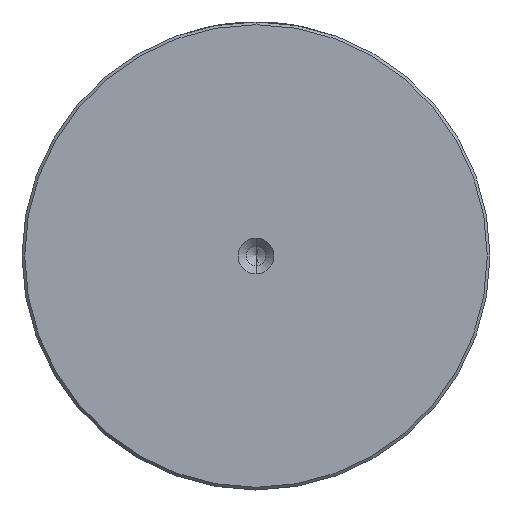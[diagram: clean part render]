
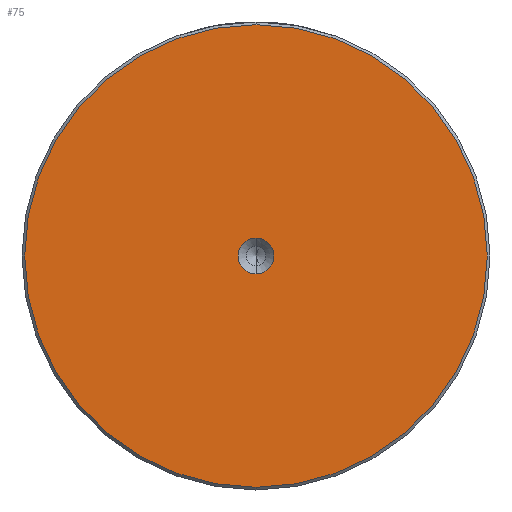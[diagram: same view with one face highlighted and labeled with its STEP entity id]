
A CAD part, left-side view. The second image highlights one B-rep face of the part: STEP entity #75.
In plain terms, the highlighted planar face has unit normal (-1, 0, 0).
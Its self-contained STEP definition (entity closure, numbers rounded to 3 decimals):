
#18 = DIRECTION ( 'NONE',  ( 0., 0., 1. ) ) ;
#62 = CARTESIAN_POINT ( 'NONE',  ( 0., 0., 0. ) ) ;
#75 = ADVANCED_FACE ( 'NONE', ( #735, #820 ), #1547, .T. ) ;
#151 = AXIS2_PLACEMENT_3D ( 'NONE', #62, #1509, #1496 ) ;
#260 = DIRECTION ( 'NONE',  ( 0., 0., 1. ) ) ;
#348 = ORIENTED_EDGE ( 'NONE', *, *, #3094, .F. ) ;
#404 = EDGE_CURVE ( 'NONE', #1393, #506, #3288, .T. ) ;
#506 = VERTEX_POINT ( 'NONE', #1287 ) ;
#573 = CIRCLE ( 'NONE', #832, 3.3 ) ;
#621 = EDGE_CURVE ( 'NONE', #966, #769, #2822, .T. ) ;
#700 = DIRECTION ( 'NONE',  ( 0., 0., 1. ) ) ;
#735 = FACE_OUTER_BOUND ( 'NONE', #3037, .T. ) ;
#769 = VERTEX_POINT ( 'NONE', #3167 ) ;
#820 = FACE_BOUND ( 'NONE', #1289, .T. ) ;
#832 = AXIS2_PLACEMENT_3D ( 'NONE', #3385, #1862, #260 ) ;
#846 = ORIENTED_EDGE ( 'NONE', *, *, #1733, .T. ) ;
#931 = DIRECTION ( 'NONE',  ( -1., 0., 0. ) ) ;
#966 = VERTEX_POINT ( 'NONE', #2530 ) ;
#998 = AXIS2_PLACEMENT_3D ( 'NONE', #1842, #1831, #1816 ) ;
#1221 = CARTESIAN_POINT ( 'NONE',  ( 0., 0., 0. ) ) ;
#1287 = CARTESIAN_POINT ( 'NONE',  ( 0., 0., -3.3 ) ) ;
#1289 = EDGE_LOOP ( 'NONE', ( #2968, #348 ) ) ;
#1393 = VERTEX_POINT ( 'NONE', #2395 ) ;
#1496 = DIRECTION ( 'NONE',  ( 0., 0., 1. ) ) ;
#1509 = DIRECTION ( 'NONE',  ( -1., 0., 0. ) ) ;
#1547 = PLANE ( 'NONE',  #151 ) ;
#1623 = DIRECTION ( 'NONE',  ( -1., 0., 0. ) ) ;
#1733 = EDGE_CURVE ( 'NONE', #769, #966, #3196, .T. ) ;
#1816 = DIRECTION ( 'NONE',  ( 0., 0., 1. ) ) ;
#1831 = DIRECTION ( 'NONE',  ( -1., 0., 0. ) ) ;
#1842 = CARTESIAN_POINT ( 'NONE',  ( 0., 0., 0. ) ) ;
#1862 = DIRECTION ( 'NONE',  ( -1., 0., 0. ) ) ;
#1893 = AXIS2_PLACEMENT_3D ( 'NONE', #1221, #931, #700 ) ;
#2026 = AXIS2_PLACEMENT_3D ( 'NONE', #3158, #1623, #18 ) ;
#2395 = CARTESIAN_POINT ( 'NONE',  ( 0., 0., 3.3 ) ) ;
#2466 = ORIENTED_EDGE ( 'NONE', *, *, #621, .T. ) ;
#2530 = CARTESIAN_POINT ( 'NONE',  ( 0., 0., 42.5 ) ) ;
#2822 = CIRCLE ( 'NONE', #1893, 42.5 ) ;
#2968 = ORIENTED_EDGE ( 'NONE', *, *, #404, .F. ) ;
#3037 = EDGE_LOOP ( 'NONE', ( #846, #2466 ) ) ;
#3094 = EDGE_CURVE ( 'NONE', #506, #1393, #573, .T. ) ;
#3158 = CARTESIAN_POINT ( 'NONE',  ( 0., 0., 0. ) ) ;
#3167 = CARTESIAN_POINT ( 'NONE',  ( 0., 0., -42.5 ) ) ;
#3196 = CIRCLE ( 'NONE', #2026, 42.5 ) ;
#3288 = CIRCLE ( 'NONE', #998, 3.3 ) ;
#3385 = CARTESIAN_POINT ( 'NONE',  ( 0., 0., 0. ) ) ;
